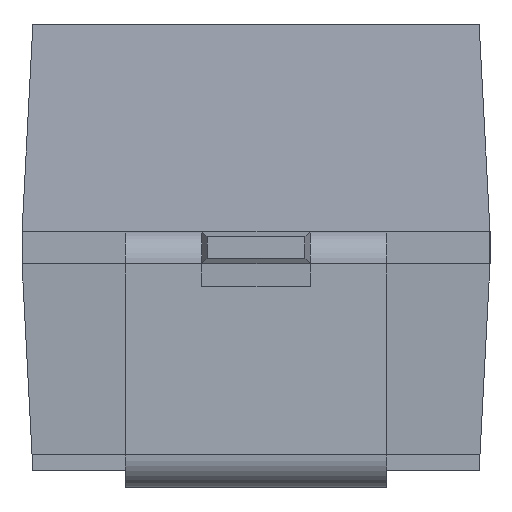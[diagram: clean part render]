
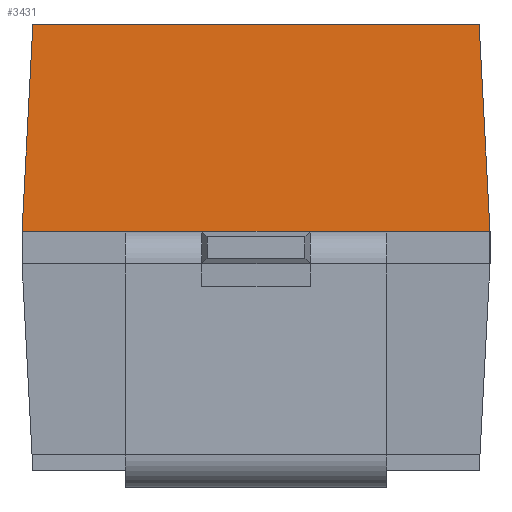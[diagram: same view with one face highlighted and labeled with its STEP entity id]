
A CAD part, left-side view. The second image highlights one B-rep face of the part: STEP entity #3431.
In plain terms, the highlighted planar face has unit normal (-0.999, 0, 0.053).
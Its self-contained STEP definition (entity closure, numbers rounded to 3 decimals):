
#82 = ORIENTED_EDGE ( 'NONE', *, *, #2306, .F. ) ;
#131 = ORIENTED_EDGE ( 'NONE', *, *, #5247, .F. ) ;
#191 = ORIENTED_EDGE ( 'NONE', *, *, #1688, .F. ) ;
#222 = DIRECTION ( 'NONE',  ( 0., 1., 0. ) ) ;
#450 = DIRECTION ( 'NONE',  ( 0., 1., 0. ) ) ;
#627 = VECTOR ( 'NONE', #450, 1000. ) ;
#753 = VECTOR ( 'NONE', #1102, 1000. ) ;
#780 = DIRECTION ( 'NONE',  ( 0., 1., 0. ) ) ;
#824 = VECTOR ( 'NONE', #780, 1000. ) ;
#884 = CARTESIAN_POINT ( 'NONE',  ( -3.347, 1.2, 2.354 ) ) ;
#1021 = ORIENTED_EDGE ( 'NONE', *, *, #6091, .F. ) ;
#1102 = DIRECTION ( 'NONE',  ( 0.052, -0.052, 0.997 ) ) ;
#1300 = LINE ( 'NONE', #3527, #824 ) ;
#1368 = DIRECTION ( 'NONE',  ( 0., -1., 0. ) ) ;
#1409 = VECTOR ( 'NONE', #3687, 1000. ) ;
#1572 = ORIENTED_EDGE ( 'NONE', *, *, #2269, .F. ) ;
#1577 = LINE ( 'NONE', #884, #627 ) ;
#1580 = DIRECTION ( 'NONE',  ( 0.052, 0.052, 0.997 ) ) ;
#1645 = VERTEX_POINT ( 'NONE', #4391 ) ;
#1688 = EDGE_CURVE ( 'NONE', #3503, #3824, #4355, .T. ) ;
#1902 = CARTESIAN_POINT ( 'NONE',  ( -3.347, -2.15, 2.354 ) ) ;
#2255 = AXIS2_PLACEMENT_3D ( 'NONE', #4549, #4000, #6808 ) ;
#2269 = EDGE_CURVE ( 'NONE', #5584, #5927, #4693, .T. ) ;
#2306 = EDGE_CURVE ( 'NONE', #3824, #6139, #6889, .T. ) ;
#2350 = PLANE ( 'NONE',  #2255 ) ;
#2404 = ORIENTED_EDGE ( 'NONE', *, *, #5421, .F. ) ;
#2640 = CARTESIAN_POINT ( 'NONE',  ( -3.242, -2.044, 4.361 ) ) ;
#3269 = CARTESIAN_POINT ( 'NONE',  ( -3.347, -1.2, 2.354 ) ) ;
#3431 = ADVANCED_FACE ( 'NONE', ( #3895 ), #2350, .T. ) ;
#3503 = VERTEX_POINT ( 'NONE', #4949 ) ;
#3527 = CARTESIAN_POINT ( 'NONE',  ( -3.347, 1.2, 2.354 ) ) ;
#3546 = CARTESIAN_POINT ( 'NONE',  ( -3.347, 2.15, 2.354 ) ) ;
#3612 = EDGE_LOOP ( 'NONE', ( #4707, #82, #191, #2404, #4845, #131, #1021, #1572 ) ) ;
#3619 = VERTEX_POINT ( 'NONE', #5841 ) ;
#3674 = EDGE_CURVE ( 'NONE', #3619, #6500, #1577, .T. ) ;
#3687 = DIRECTION ( 'NONE',  ( 0., 1., 0. ) ) ;
#3818 = CARTESIAN_POINT ( 'NONE',  ( -3.242, 2.044, 4.361 ) ) ;
#3824 = VERTEX_POINT ( 'NONE', #4861 ) ;
#3895 = FACE_OUTER_BOUND ( 'NONE', #3612, .T. ) ;
#4000 = DIRECTION ( 'NONE',  ( -0.999, 0., 0.053 ) ) ;
#4355 = LINE ( 'NONE', #3818, #753 ) ;
#4391 = CARTESIAN_POINT ( 'NONE',  ( -3.347, -0.5, 2.354 ) ) ;
#4549 = CARTESIAN_POINT ( 'NONE',  ( -3.247, 0., 4.254 ) ) ;
#4587 = CARTESIAN_POINT ( 'NONE',  ( -3.247, -2.15, 4.254 ) ) ;
#4619 = DIRECTION ( 'NONE',  ( 0., 1., 0. ) ) ;
#4693 = LINE ( 'NONE', #5847, #4801 ) ;
#4707 = ORIENTED_EDGE ( 'NONE', *, *, #6819, .T. ) ;
#4801 = VECTOR ( 'NONE', #4619, 1000. ) ;
#4845 = ORIENTED_EDGE ( 'NONE', *, *, #3674, .F. ) ;
#4861 = CARTESIAN_POINT ( 'NONE',  ( -3.247, 2.05, 4.254 ) ) ;
#4949 = CARTESIAN_POINT ( 'NONE',  ( -3.347, 2.15, 2.354 ) ) ;
#5247 = EDGE_CURVE ( 'NONE', #1645, #3619, #5376, .T. ) ;
#5376 = LINE ( 'NONE', #7078, #1409 ) ;
#5421 = EDGE_CURVE ( 'NONE', #6500, #3503, #6847, .T. ) ;
#5584 = VERTEX_POINT ( 'NONE', #1902 ) ;
#5841 = CARTESIAN_POINT ( 'NONE',  ( -3.347, 0.5, 2.354 ) ) ;
#5847 = CARTESIAN_POINT ( 'NONE',  ( -3.347, 2.15, 2.354 ) ) ;
#5885 = LINE ( 'NONE', #2640, #6386 ) ;
#5927 = VERTEX_POINT ( 'NONE', #3269 ) ;
#6091 = EDGE_CURVE ( 'NONE', #5927, #1645, #1300, .T. ) ;
#6139 = VERTEX_POINT ( 'NONE', #6960 ) ;
#6203 = VECTOR ( 'NONE', #222, 1000. ) ;
#6386 = VECTOR ( 'NONE', #1580, 1000. ) ;
#6444 = CARTESIAN_POINT ( 'NONE',  ( -3.347, 1.2, 2.354 ) ) ;
#6500 = VERTEX_POINT ( 'NONE', #6444 ) ;
#6706 = VECTOR ( 'NONE', #1368, 1000. ) ;
#6808 = DIRECTION ( 'NONE',  ( 0., 1., 0. ) ) ;
#6819 = EDGE_CURVE ( 'NONE', #5584, #6139, #5885, .T. ) ;
#6847 = LINE ( 'NONE', #3546, #6203 ) ;
#6889 = LINE ( 'NONE', #4587, #6706 ) ;
#6960 = CARTESIAN_POINT ( 'NONE',  ( -3.247, -2.05, 4.254 ) ) ;
#7078 = CARTESIAN_POINT ( 'NONE',  ( -3.347, 1.2, 2.354 ) ) ;
